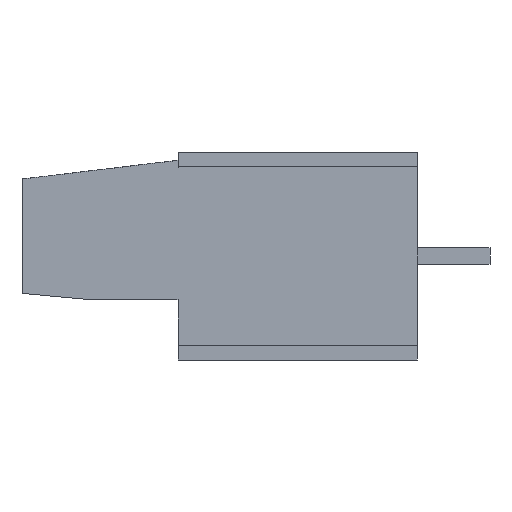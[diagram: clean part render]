
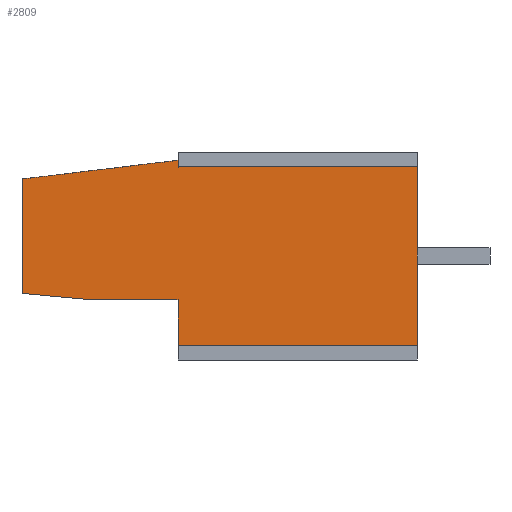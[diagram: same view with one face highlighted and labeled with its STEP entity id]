
A CAD part, left-side view. The second image highlights one B-rep face of the part: STEP entity #2809.
In plain terms, the highlighted planar face has unit normal (-1, 0, 0).
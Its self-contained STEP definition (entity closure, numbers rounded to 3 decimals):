
#134=DIRECTION('',(0.,0.,-1.));
#135=VECTOR('',#134,0.3);
#136=CARTESIAN_POINT('',(-20.,-7.5,-0.4));
#137=LINE('',#136,#135);
#138=DIRECTION('',(0.,1.,0.));
#139=VECTOR('',#138,11.5);
#140=CARTESIAN_POINT('',(-20.,-19.,-0.7));
#141=LINE('',#140,#139);
#142=DIRECTION('',(0.,0.,-1.));
#143=VECTOR('',#142,8.6);
#144=CARTESIAN_POINT('',(-20.,-19.,-0.7));
#145=LINE('',#144,#143);
#146=DIRECTION('',(0.,1.,0.));
#147=VECTOR('',#146,11.5);
#148=CARTESIAN_POINT('',(-20.,-19.,-9.3));
#149=LINE('',#148,#147);
#150=DIRECTION('',(0.,0.,1.));
#151=VECTOR('',#150,2.2);
#152=CARTESIAN_POINT('',(-20.,-7.5,-9.3));
#153=LINE('',#152,#151);
#154=DIRECTION('',(0.,1.,0.));
#155=VECTOR('',#154,4.2);
#156=CARTESIAN_POINT('',(-20.,-7.5,-7.1));
#157=LINE('',#156,#155);
#158=DIRECTION('',(0.,0.996,0.091));
#159=VECTOR('',#158,3.314);
#160=CARTESIAN_POINT('',(-20.,-3.3,-7.1));
#161=LINE('',#160,#159);
#162=DIRECTION('',(0.,0.,1.));
#163=VECTOR('',#162,5.5);
#164=CARTESIAN_POINT('',(-20.,0.,-6.8));
#165=LINE('',#164,#163);
#166=DIRECTION('',(0.,-0.993,0.119));
#167=VECTOR('',#166,7.554);
#168=CARTESIAN_POINT('',(-20.,0.,-1.3));
#169=LINE('',#168,#167);
#2138=CARTESIAN_POINT('',(-20.,-7.5,-7.1));
#2139=CARTESIAN_POINT('',(-20.,-3.3,-7.1));
#2140=VERTEX_POINT('',#2138);
#2141=VERTEX_POINT('',#2139);
#2142=CARTESIAN_POINT('',(-20.,0.,-6.8));
#2143=VERTEX_POINT('',#2142);
#2144=CARTESIAN_POINT('',(-20.,0.,-1.3));
#2145=VERTEX_POINT('',#2144);
#2354=CARTESIAN_POINT('',(-20.,-7.5,-0.7));
#2355=VERTEX_POINT('',#2354);
#2408=CARTESIAN_POINT('',(-20.,-7.5,-0.4));
#2409=VERTEX_POINT('',#2408);
#2410=CARTESIAN_POINT('',(-20.,-19.,-9.3));
#2411=CARTESIAN_POINT('',(-20.,-7.5,-9.3));
#2412=VERTEX_POINT('',#2410);
#2413=VERTEX_POINT('',#2411);
#2414=CARTESIAN_POINT('',(-20.,-19.,-0.7));
#2415=VERTEX_POINT('',#2414);
#2784=CARTESIAN_POINT('',(-20.,0.,0.));
#2785=DIRECTION('',(1.,0.,0.));
#2786=DIRECTION('',(0.,-1.,0.));
#2787=AXIS2_PLACEMENT_3D('',#2784,#2785,#2786);
#2788=PLANE('',#2787);
#2790=ORIENTED_EDGE('',*,*,#2789,.T.);
#2792=ORIENTED_EDGE('',*,*,#2791,.F.);
#2794=ORIENTED_EDGE('',*,*,#2793,.T.);
#2796=ORIENTED_EDGE('',*,*,#2795,.T.);
#2798=ORIENTED_EDGE('',*,*,#2797,.T.);
#2800=ORIENTED_EDGE('',*,*,#2799,.T.);
#2802=ORIENTED_EDGE('',*,*,#2801,.T.);
#2804=ORIENTED_EDGE('',*,*,#2803,.T.);
#2806=ORIENTED_EDGE('',*,*,#2805,.T.);
#2807=EDGE_LOOP('',(#2790,#2792,#2794,#2796,#2798,#2800,#2802,#2804,#2806));
#2808=FACE_OUTER_BOUND('',#2807,.F.);
#2789=EDGE_CURVE('',#2409,#2355,#137,.T.);
#2791=EDGE_CURVE('',#2415,#2355,#141,.T.);
#2793=EDGE_CURVE('',#2415,#2412,#145,.T.);
#2795=EDGE_CURVE('',#2412,#2413,#149,.T.);
#2797=EDGE_CURVE('',#2413,#2140,#153,.T.);
#2799=EDGE_CURVE('',#2140,#2141,#157,.T.);
#2801=EDGE_CURVE('',#2141,#2143,#161,.T.);
#2803=EDGE_CURVE('',#2143,#2145,#165,.T.);
#2805=EDGE_CURVE('',#2145,#2409,#169,.T.);
#2809=ADVANCED_FACE('',(#2808),#2788,.F.);
